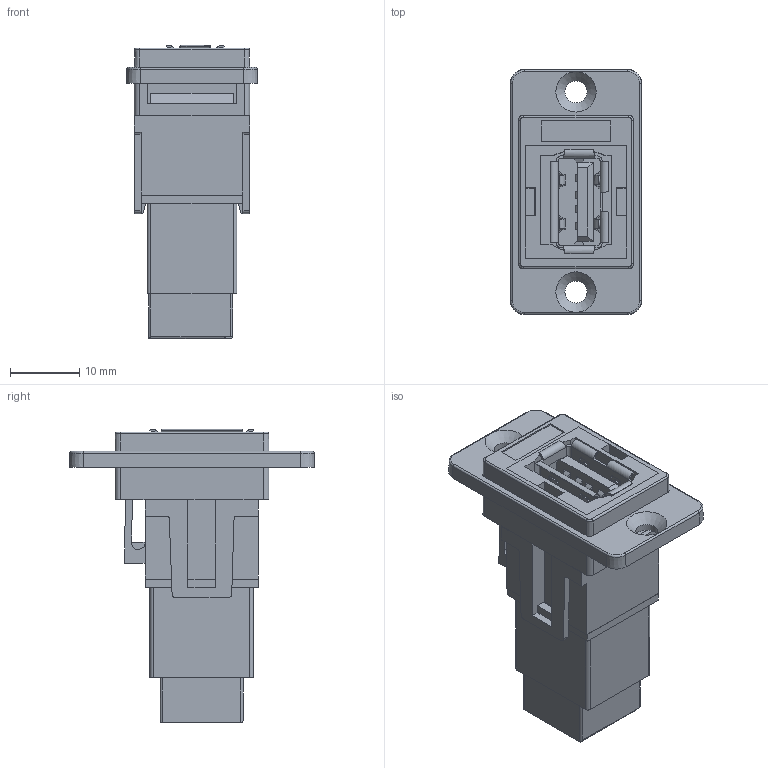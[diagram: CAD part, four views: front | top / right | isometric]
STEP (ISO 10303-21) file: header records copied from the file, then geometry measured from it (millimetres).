
FILE_DESCRIPTION(/* description */ (''),/* implementation_level */ '2;1');
FILE_NAME(/* name */ 'CP30709N USB2 A-B csk.stp',/* time_stamp */ '2021-09-03T12:07:41+01:00',/* author */ ('tottley'),/* organization */ (''),/* preprocessor_version */ 'ST-DEVELOPER v18.1',/* originating_system */ 'Autodesk Inventor 2022',/* authorisation */ '');
FILE_SCHEMA (('AUTOMOTIVE_DESIGN { 1 0 10303 214 3 1 1 }'));
Length unit declared in the file: millimetre
Products named in the file (1): Part5
Bounding box: 19 x 35.5 x 42.48 mm (x, y, z)
Volume: 8.9 mm3; surface area: 10378.9 mm2
Topology: 5 solids, 6 shells, 1039 faces, 3143 edges, 2001 vertices
Faces by surface type: plane 797, cylinder 143, bspline 81, cone 10, torus 8
Full cylindrical faces by diameter (mm): 3.2 x2
Entity records: 44220 total; most frequent: CARTESIAN_POINT 15690, ORIENTED_EDGE 6296, DIRECTION 5274, EDGE_CURVE 3148, LINE 2704, VECTOR 2704, VERTEX_POINT 2001, AXIS2_PLACEMENT_3D 1285
